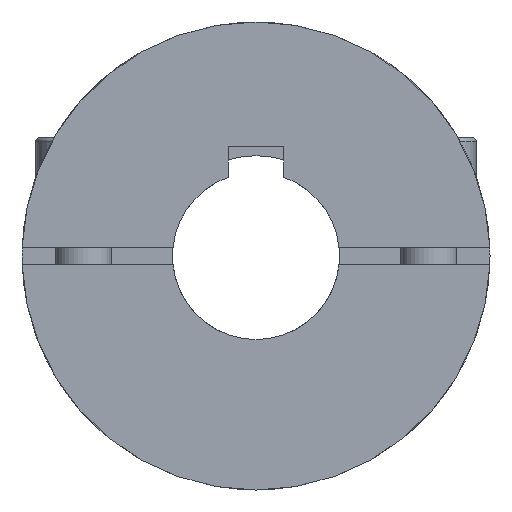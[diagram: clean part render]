
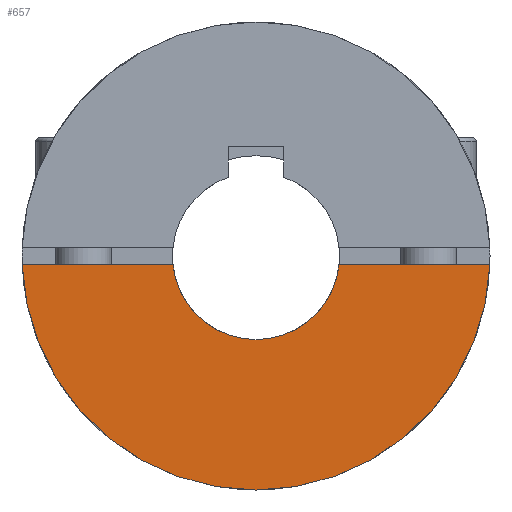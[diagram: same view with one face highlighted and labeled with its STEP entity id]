
A CAD part, left-side view. The second image highlights one B-rep face of the part: STEP entity #657.
In plain terms, the highlighted planar face has unit normal (-1, 0, 0).
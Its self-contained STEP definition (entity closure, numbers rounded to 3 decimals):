
#657=ADVANCED_FACE('NONE',(#1301),#1302,.F.);
#1301=FACE_OUTER_BOUND('',#2046,.T.);
#1302=PLANE('',#2047);
#2046=EDGE_LOOP('',(#3145,#3146,#3147,#3148,#3149));
#2047=AXIS2_PLACEMENT_3D('',#3150,#3151,#3152);
#3145=ORIENTED_EDGE('',*,*,#4760,.T.);
#3146=ORIENTED_EDGE('',*,*,#4766,.T.);
#3147=ORIENTED_EDGE('',*,*,#4772,.T.);
#3148=ORIENTED_EDGE('',*,*,#4787,.T.);
#3149=ORIENTED_EDGE('',*,*,#4791,.T.);
#3150=CARTESIAN_POINT('',(0.0,0.0,4.0));
#3151=DIRECTION('',(1.0,0.0,0.0));
#3152=DIRECTION('',(0.0,-0.0,-1.0));
#4760=EDGE_CURVE('',#5631,#5628,#5632,.T.);
#4766=EDGE_CURVE('',#5628,#5639,#5641,.T.);
#4772=EDGE_CURVE('NONE',#5639,#5649,#5651,.T.);
#4787=EDGE_CURVE('NONE',#5649,#5672,#5674,.T.);
#4791=EDGE_CURVE('NONE',#5672,#5631,#5678,.T.);
#5628=VERTEX_POINT('',#6996);
#5631=VERTEX_POINT('',#7000);
#5632=CIRCLE('',#7001,7.5);
#5639=VERTEX_POINT('',#7009);
#5641=CIRCLE('',#7012,7.5);
#5649=VERTEX_POINT('NONE',#7021);
#5651=LINE('',#7024,#7025);
#5672=VERTEX_POINT('NONE',#7105);
#5674=CIRCLE('',#7108,21.0);
#5678=LINE('',#7166,#7167);
#6996=CARTESIAN_POINT('',(0.0,0.,-7.5));
#7000=CARTESIAN_POINT('',(0.0,-7.457,-0.8));
#7001=AXIS2_PLACEMENT_3D('',#8695,#8696,#8697);
#7009=CARTESIAN_POINT('',(0.0,7.457,-0.8));
#7012=AXIS2_PLACEMENT_3D('',#8706,#8707,#8708);
#7021=CARTESIAN_POINT('',(0.0,20.985,-0.8));
#7024=CARTESIAN_POINT('',(0.0,0.0,-0.8));
#7025=VECTOR('',#8717,1000.0);
#7105=CARTESIAN_POINT('',(0.0,-20.985,-0.8));
#7108=AXIS2_PLACEMENT_3D('',#8730,#8731,#8732);
#7166=CARTESIAN_POINT('',(0.0,0.0,-0.8));
#7167=VECTOR('',#8733,1000.0);
#8695=CARTESIAN_POINT('',(0.0,0.0,0.0));
#8696=DIRECTION('',(1.0,0.0,-0.0));
#8697=DIRECTION('',(0.0,0.0,1.0));
#8706=CARTESIAN_POINT('',(0.0,0.0,0.0));
#8707=DIRECTION('',(1.0,0.0,-0.0));
#8708=DIRECTION('',(0.0,0.0,1.0));
#8717=DIRECTION('',(0.0,1.0,0.0));
#8730=CARTESIAN_POINT('',(0.0,0.0,0.0));
#8731=DIRECTION('',(-1.0,0.0,0.0));
#8732=DIRECTION('',(0.0,-1.0,0.0));
#8733=DIRECTION('',(0.0,1.0,0.0));
